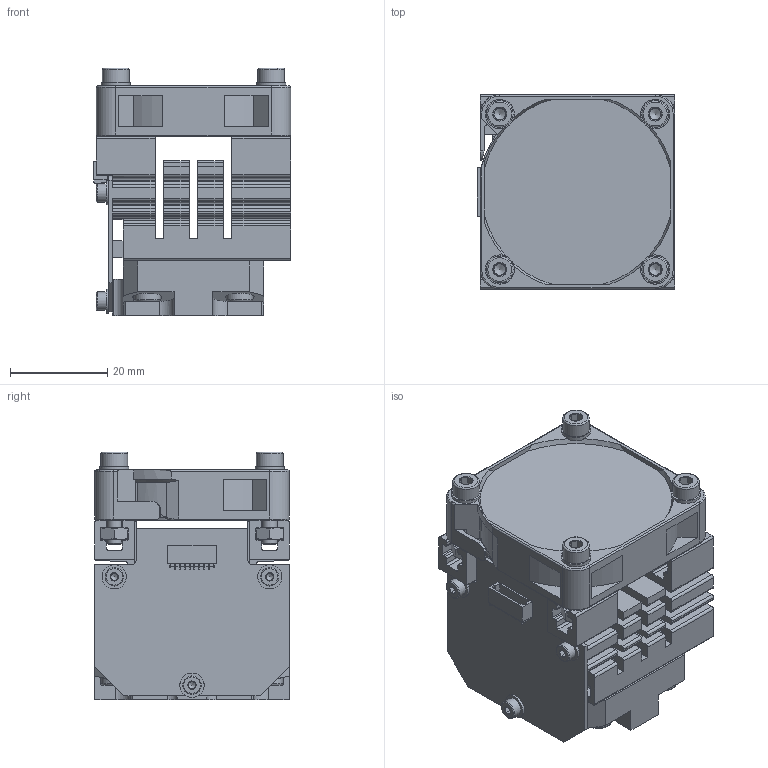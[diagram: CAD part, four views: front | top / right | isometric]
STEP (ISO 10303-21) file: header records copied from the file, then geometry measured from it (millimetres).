
FILE_DESCRIPTION(/* description */ (''),/* implementation_level */ '2;1');
FILE_NAME(/* name */ 'MRC_C40_AAF1E2_step.stp',/* time_stamp */ '2023-09-07T14:09:42+02:00',/* author */ (''),/* organization */ (''),/* preprocessor_version */ 'ST-DEVELOPER v16',/* originating_system */ 'SIEMENS PLM Software NX 11.0',/* authorisation */ '');
FILE_SCHEMA (('AUTOMOTIVE_DESIGN { 1 0 10303 214 3 1 1 1 }'));
Products named in the file (1): pier375C278Am70d
Bounding box: 40.6 x 40 x 50.95 mm (x, y, z)
Volume: 40261.9 mm3; surface area: 32933.5 mm2
Topology: 1 solids, 8 shells, 1698 faces, 4749 edges, 3084 vertices
Faces by surface type: plane 943, cylinder 479, cone 213, torus 49, bspline 13, extrusion 1
Full cylindrical faces by diameter (mm): 1.6 x3, 2 x3, 2.2 x3, 2.5 x2, 2.7 x3, 3 x16, 3.2 x4, 3.25 x4, 3.8 x3, 5 x3, 5.5 x8, 6 x8
Entity records: 55444 total; most frequent: CARTESIAN_POINT 12269, ORIENTED_EDGE 9100, DIRECTION 8828, EDGE_CURVE 4550, VERTEX_POINT 3022, AXIS2_PLACEMENT_3D 3010, VECTOR 2808, LINE 2807
